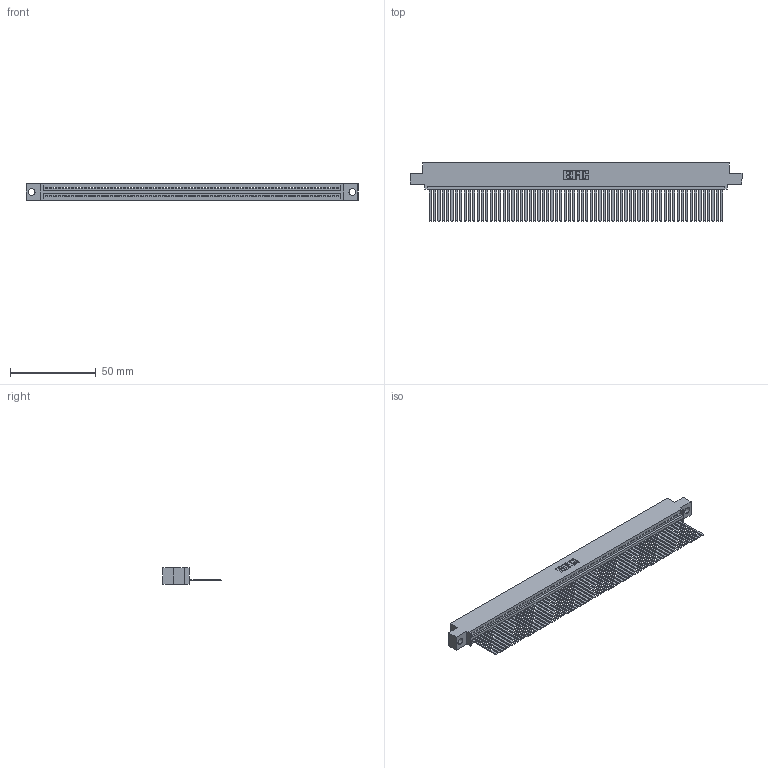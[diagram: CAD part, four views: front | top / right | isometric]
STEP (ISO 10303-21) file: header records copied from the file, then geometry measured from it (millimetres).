
FILE_DESCRIPTION (( 'STEP AP203' ), '1' );
FILE_NAME ('345-068-544-404.STEP', '2019-10-12T07:49:00', ( '' ), ( '' ), 'SwSTEP 2.0', 'SolidWorks 2016', '' );
FILE_SCHEMA (( 'CONFIG_CONTROL_DESIGN' ));
Length unit declared in the file: inch
Products named in the file (3): 345-068-544-404; 345 Part_0.110 Offset - 0.156 Dia-TH; 345-292-001_345-293-144
Assembly tree (69 placements, depth 2):
  345-068-544-404
    345 Part_0.110 Offset - 0.156 Dia-TH
    345-292-001_345-293-144  x68
Bounding box: 193.93 x 33.96 x 9.4 mm (x, y, z)
Volume: 19258.9 mm3; surface area: 28201.5 mm2
Topology: 69 solids, 69 shells, 3666 faces, 11097 edges, 7306 vertices
Faces by surface type: plane 2532, cylinder 1134
Entity records: 47629 total; most frequent: ORIENTED_EDGE 8258, CARTESIAN_POINT 8256, DIRECTION 7169, EDGE_CURVE 4129, VECTOR 3729, LINE 3729, VERTEX_POINT 2750, AXIS2_PLACEMENT_3D 1720
